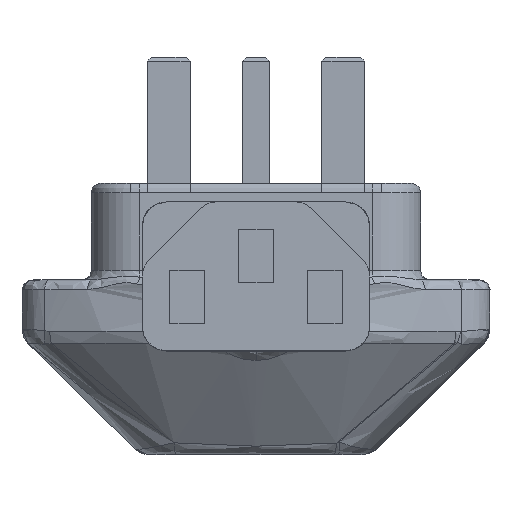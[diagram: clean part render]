
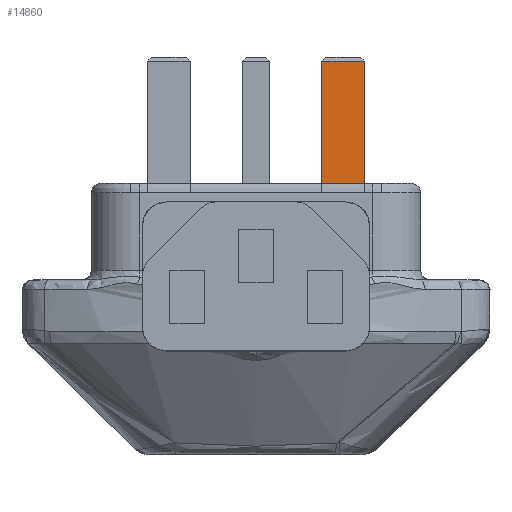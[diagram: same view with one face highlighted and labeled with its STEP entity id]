
A CAD part, top view. The second image highlights one B-rep face of the part: STEP entity #14860.
In plain terms, the highlighted planar face has unit normal (0, 0, 1).
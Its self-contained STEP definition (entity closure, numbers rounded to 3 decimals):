
#277 = CARTESIAN_POINT ( 'NONE',  ( 6.8, 25.6, -180. ) ) ;
#455 = LINE ( 'NONE', #14450, #21371 ) ;
#1106 = AXIS2_PLACEMENT_3D ( 'NONE', #5518, #7214, #18731 ) ;
#1284 = VECTOR ( 'NONE', #4637, 1000. ) ;
#1467 = VERTEX_POINT ( 'NONE', #277 ) ;
#1898 = LINE ( 'NONE', #11872, #9673 ) ;
#1901 = EDGE_CURVE ( 'NONE', #1467, #11315, #6075, .T. ) ;
#1974 = DIRECTION ( 'NONE',  ( -1., 0., 0. ) ) ;
#2052 = CARTESIAN_POINT ( 'NONE',  ( 11.2, 12., -180. ) ) ;
#2792 = FACE_OUTER_BOUND ( 'NONE', #9531, .T. ) ;
#4637 = DIRECTION ( 'NONE',  ( 0., -1., 0. ) ) ;
#5518 = CARTESIAN_POINT ( 'NONE',  ( 11.2, 26., -180. ) ) ;
#6075 = LINE ( 'NONE', #7517, #14354 ) ;
#6181 = EDGE_CURVE ( 'NONE', #12420, #1467, #1898, .T. ) ;
#7214 = DIRECTION ( 'NONE',  ( 0., 0., -1. ) ) ;
#7517 = CARTESIAN_POINT ( 'NONE',  ( 6.8, 26., -180. ) ) ;
#8438 = CARTESIAN_POINT ( 'NONE',  ( 6.8, 12., -180. ) ) ;
#9152 = DIRECTION ( 'NONE',  ( 0., -1., 0. ) ) ;
#9531 = EDGE_LOOP ( 'NONE', ( #10617, #19002, #16512, #18130 ) ) ;
#9673 = VECTOR ( 'NONE', #1974, 1000. ) ;
#10617 = ORIENTED_EDGE ( 'NONE', *, *, #20049, .F. ) ;
#11315 = VERTEX_POINT ( 'NONE', #8438 ) ;
#11872 = CARTESIAN_POINT ( 'NONE',  ( 11.2, 25.6, -180. ) ) ;
#12259 = CARTESIAN_POINT ( 'NONE',  ( 11.2, 25.6, -180. ) ) ;
#12420 = VERTEX_POINT ( 'NONE', #12259 ) ;
#14354 = VECTOR ( 'NONE', #9152, 1000. ) ;
#14449 = LINE ( 'NONE', #16205, #1284 ) ;
#14450 = CARTESIAN_POINT ( 'NONE',  ( 11.2, 12., -180. ) ) ;
#14546 = EDGE_CURVE ( 'NONE', #11315, #19151, #455, .T. ) ;
#14860 = ADVANCED_FACE ( 'NONE', ( #2792 ), #15408, .F. ) ;
#15408 = PLANE ( 'NONE',  #1106 ) ;
#16112 = DIRECTION ( 'NONE',  ( 1., 0., 0. ) ) ;
#16205 = CARTESIAN_POINT ( 'NONE',  ( 11.2, 26., -180. ) ) ;
#16512 = ORIENTED_EDGE ( 'NONE', *, *, #1901, .T. ) ;
#18130 = ORIENTED_EDGE ( 'NONE', *, *, #14546, .T. ) ;
#18731 = DIRECTION ( 'NONE',  ( 0., 1., 0. ) ) ;
#19002 = ORIENTED_EDGE ( 'NONE', *, *, #6181, .T. ) ;
#19151 = VERTEX_POINT ( 'NONE', #2052 ) ;
#20049 = EDGE_CURVE ( 'NONE', #12420, #19151, #14449, .T. ) ;
#21371 = VECTOR ( 'NONE', #16112, 1000. ) ;
